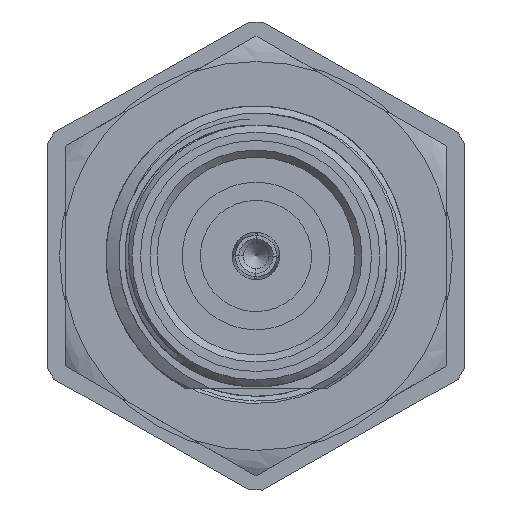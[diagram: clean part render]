
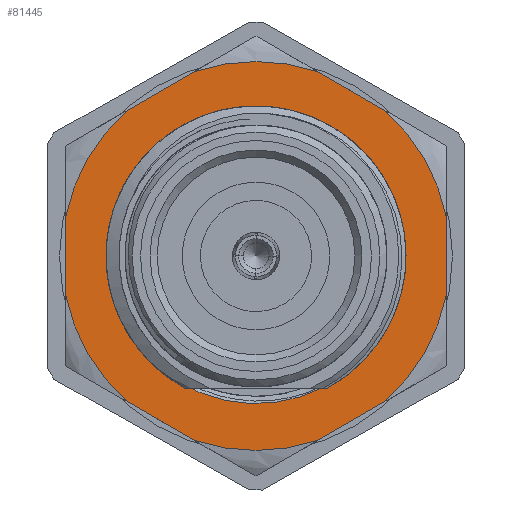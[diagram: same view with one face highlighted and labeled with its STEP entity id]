
A CAD part, front view. The second image highlights one B-rep face of the part: STEP entity #81445.
In plain terms, the highlighted planar face has unit normal (0, -1, 0).
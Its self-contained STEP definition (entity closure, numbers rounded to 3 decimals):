
#9731=B_SPLINE_CURVE_WITH_KNOTS('',3,(#163480,#163481,#163482,#163483),
 .UNSPECIFIED.,.F.,.F.,(4,4),(0.,0.003),
 .UNSPECIFIED.);
#9738=B_SPLINE_CURVE_WITH_KNOTS('',3,(#166324,#166325,#166326,#166327),
 .UNSPECIFIED.,.F.,.F.,(4,4),(0.,0.003),
 .UNSPECIFIED.);
#9739=B_SPLINE_CURVE_WITH_KNOTS('',3,(#166329,#166330,#166331,#166332),
 .UNSPECIFIED.,.F.,.F.,(4,4),(0.007,0.01),
 .UNSPECIFIED.);
#9740=B_SPLINE_CURVE_WITH_KNOTS('',3,(#166333,#166334,#166335,#166336),
 .UNSPECIFIED.,.F.,.F.,(4,4),(0.008,0.011),
 .UNSPECIFIED.);
#10162=LINE('',#162824,#10695);
#10164=LINE('',#162840,#10697);
#10166=LINE('',#162856,#10699);
#10168=LINE('',#162872,#10701);
#10170=LINE('',#162888,#10703);
#10172=LINE('',#162904,#10705);
#10695=VECTOR('',#87158,1000.);
#10697=VECTOR('',#87166,1000.);
#10699=VECTOR('',#87174,1000.);
#10701=VECTOR('',#87182,1000.);
#10703=VECTOR('',#87190,1000.);
#10705=VECTOR('',#87198,1000.);
#11208=PLANE('',#83357);
#27900=ORIENTED_EDGE('',*,*,#36221,.T.);
#27901=ORIENTED_EDGE('',*,*,#36219,.T.);
#27902=ORIENTED_EDGE('',*,*,#36216,.T.);
#27903=ORIENTED_EDGE('',*,*,#36214,.T.);
#27904=ORIENTED_EDGE('',*,*,#36211,.T.);
#27905=ORIENTED_EDGE('',*,*,#36209,.T.);
#27906=ORIENTED_EDGE('',*,*,#36206,.T.);
#27907=ORIENTED_EDGE('',*,*,#36204,.T.);
#27908=ORIENTED_EDGE('',*,*,#36201,.T.);
#27909=ORIENTED_EDGE('',*,*,#36199,.T.);
#27910=ORIENTED_EDGE('',*,*,#36196,.T.);
#27911=ORIENTED_EDGE('',*,*,#36193,.T.);
#27912=ORIENTED_EDGE('',*,*,#36421,.F.);
#27913=ORIENTED_EDGE('',*,*,#36422,.T.);
#27914=ORIENTED_EDGE('',*,*,#36423,.T.);
#27915=ORIENTED_EDGE('',*,*,#36412,.T.);
#27916=ORIENTED_EDGE('',*,*,#36389,.T.);
#27917=ORIENTED_EDGE('',*,*,#36383,.T.);
#27918=ORIENTED_EDGE('',*,*,#36424,.T.);
#36193=EDGE_CURVE('',#40654,#40652,#41527,.F.);
#36196=EDGE_CURVE('',#40655,#40654,#10162,.T.);
#36199=EDGE_CURVE('',#40657,#40655,#41528,.F.);
#36201=EDGE_CURVE('',#40658,#40657,#10164,.T.);
#36204=EDGE_CURVE('',#40660,#40658,#41529,.F.);
#36206=EDGE_CURVE('',#40661,#40660,#10166,.T.);
#36209=EDGE_CURVE('',#40663,#40661,#41530,.F.);
#36211=EDGE_CURVE('',#40664,#40663,#10168,.T.);
#36214=EDGE_CURVE('',#40666,#40664,#41531,.F.);
#36216=EDGE_CURVE('',#40667,#40666,#10170,.T.);
#36219=EDGE_CURVE('',#40669,#40667,#41532,.F.);
#36221=EDGE_CURVE('',#40652,#40669,#10172,.T.);
#36383=EDGE_CURVE('',#40752,#40750,#41573,.T.);
#36389=EDGE_CURVE('',#40754,#40752,#9731,.T.);
#36412=EDGE_CURVE('',#40771,#40754,#41579,.T.);
#36421=EDGE_CURVE('',#40783,#40784,#41580,.F.);
#36422=EDGE_CURVE('',#40783,#40785,#9738,.T.);
#36423=EDGE_CURVE('',#40785,#40771,#9739,.T.);
#36424=EDGE_CURVE('',#40750,#40784,#9740,.T.);
#40652=VERTEX_POINT('',#162814);
#40654=VERTEX_POINT('',#162817);
#40655=VERTEX_POINT('',#162825);
#40657=VERTEX_POINT('',#162834);
#40658=VERTEX_POINT('',#162841);
#40660=VERTEX_POINT('',#162850);
#40661=VERTEX_POINT('',#162857);
#40663=VERTEX_POINT('',#162866);
#40664=VERTEX_POINT('',#162873);
#40666=VERTEX_POINT('',#162882);
#40667=VERTEX_POINT('',#162889);
#40669=VERTEX_POINT('',#162898);
#40750=VERTEX_POINT('',#163230);
#40752=VERTEX_POINT('',#163233);
#40754=VERTEX_POINT('',#163400);
#40771=VERTEX_POINT('',#164228);
#40783=VERTEX_POINT('',#166322);
#40784=VERTEX_POINT('',#166323);
#40785=VERTEX_POINT('',#166328);
#41527=CIRCLE('',#83208,8.166);
#41528=CIRCLE('',#83211,8.166);
#41529=CIRCLE('',#83214,8.166);
#41530=CIRCLE('',#83217,8.166);
#41531=CIRCLE('',#83220,8.166);
#41532=CIRCLE('',#83223,8.166);
#41573=CIRCLE('',#83346,6.2);
#41579=CIRCLE('',#83355,6.298);
#41580=CIRCLE('',#83358,6.3);
#45584=EDGE_LOOP('',(#27900,#27901,#27902,#27903,#27904,#27905,#27906,#27907,
#27908,#27909,#27910,#27911));
#45585=EDGE_LOOP('',(#27912,#27913,#27914,#27915,#27916,#27917,#27918));
#49653=FACE_BOUND('',#45584,.T.);
#49654=FACE_BOUND('',#45585,.T.);
#81445=ADVANCED_FACE('',(#49653,#49654),#11208,.F.);
#83208=AXIS2_PLACEMENT_3D('',#162816,#87153,#87154);
#83211=AXIS2_PLACEMENT_3D('',#162833,#87162,#87163);
#83214=AXIS2_PLACEMENT_3D('',#162849,#87170,#87171);
#83217=AXIS2_PLACEMENT_3D('',#162865,#87178,#87179);
#83220=AXIS2_PLACEMENT_3D('',#162881,#87186,#87187);
#83223=AXIS2_PLACEMENT_3D('',#162897,#87194,#87195);
#83346=AXIS2_PLACEMENT_3D('',#163232,#87561,#87562);
#83355=AXIS2_PLACEMENT_3D('',#165236,#87584,#87585);
#83357=AXIS2_PLACEMENT_3D('',#166320,#87591,#87592);
#83358=AXIS2_PLACEMENT_3D('',#166321,#87593,#87594);
#87153=DIRECTION('',(0.,1.,0.));
#87154=DIRECTION('',(1.,0.,0.));
#87158=DIRECTION('',(0.866,0.,0.5));
#87162=DIRECTION('',(0.,1.,0.));
#87163=DIRECTION('',(1.,0.,0.));
#87166=DIRECTION('',(0.866,0.,-0.5));
#87170=DIRECTION('',(0.,1.,0.));
#87171=DIRECTION('',(1.,0.,0.));
#87174=DIRECTION('',(0.,0.,-1.));
#87178=DIRECTION('',(0.,1.,0.));
#87179=DIRECTION('',(1.,0.,0.));
#87182=DIRECTION('',(-0.866,0.,-0.5));
#87186=DIRECTION('',(0.,1.,0.));
#87187=DIRECTION('',(1.,0.,0.));
#87190=DIRECTION('',(-0.866,0.,0.5));
#87194=DIRECTION('',(0.,1.,0.));
#87195=DIRECTION('',(1.,0.,0.));
#87198=DIRECTION('',(0.,0.,1.));
#87561=DIRECTION('',(0.,1.,0.));
#87562=DIRECTION('',(1.,0.,0.));
#87584=DIRECTION('',(0.,1.,0.));
#87585=DIRECTION('',(1.,0.,0.));
#87591=DIRECTION('',(0.,1.,0.));
#87592=DIRECTION('',(1.,0.,0.));
#87593=DIRECTION('',(0.,1.,0.));
#87594=DIRECTION('',(-1.,0.,0.));
#162814=CARTESIAN_POINT('',(8.,14.7,-1.637));
#162816=CARTESIAN_POINT('',(0.,14.7,0.));
#162817=CARTESIAN_POINT('',(5.417,14.7,-6.11));
#162824=CARTESIAN_POINT('',(0.,14.7,-9.238));
#162825=CARTESIAN_POINT('',(2.583,14.7,-7.747));
#162833=CARTESIAN_POINT('',(0.,14.7,0.));
#162834=CARTESIAN_POINT('',(-2.583,14.7,-7.747));
#162840=CARTESIAN_POINT('',(-8.,14.7,-4.619));
#162841=CARTESIAN_POINT('',(-5.417,14.7,-6.11));
#162849=CARTESIAN_POINT('',(0.,14.7,0.));
#162850=CARTESIAN_POINT('',(-8.,14.7,-1.637));
#162856=CARTESIAN_POINT('',(-8.,14.7,4.619));
#162857=CARTESIAN_POINT('',(-8.,14.7,1.637));
#162865=CARTESIAN_POINT('',(0.,14.7,0.));
#162866=CARTESIAN_POINT('',(-5.417,14.7,6.11));
#162872=CARTESIAN_POINT('',(0.,14.7,9.238));
#162873=CARTESIAN_POINT('',(-2.583,14.7,7.747));
#162881=CARTESIAN_POINT('',(0.,14.7,0.));
#162882=CARTESIAN_POINT('',(2.583,14.7,7.747));
#162888=CARTESIAN_POINT('',(8.,14.7,4.619));
#162889=CARTESIAN_POINT('',(5.417,14.7,6.11));
#162897=CARTESIAN_POINT('',(0.,14.7,0.));
#162898=CARTESIAN_POINT('',(8.,14.7,1.637));
#162904=CARTESIAN_POINT('',(8.,14.7,-4.619));
#163230=CARTESIAN_POINT('',(-6.197,14.7,0.199));
#163232=CARTESIAN_POINT('',(0.,14.7,0.));
#163233=CARTESIAN_POINT('',(5.713,14.7,-2.408));
#163400=CARTESIAN_POINT('',(6.298,14.7,0.));
#163480=CARTESIAN_POINT('',(6.298,14.7,0.));
#163481=CARTESIAN_POINT('',(6.268,14.7,-0.837));
#163482=CARTESIAN_POINT('',(6.066,14.7,-1.659));
#163483=CARTESIAN_POINT('',(5.713,14.7,-2.408));
#164228=CARTESIAN_POINT('',(0.191,14.7,6.295));
#165236=CARTESIAN_POINT('',(0.,14.7,0.));
#166320=CARTESIAN_POINT('',(0.,14.7,0.));
#166321=CARTESIAN_POINT('',(0.,14.7,0.));
#166322=CARTESIAN_POINT('',(-4.519,14.7,4.389));
#166323=CARTESIAN_POINT('',(-5.572,14.7,2.941));
#166324=CARTESIAN_POINT('',(-4.519,14.7,4.389));
#166325=CARTESIAN_POINT('',(-3.837,14.7,5.044));
#166326=CARTESIAN_POINT('',(-3.014,14.7,5.537));
#166327=CARTESIAN_POINT('',(-2.124,14.7,5.825));
#166328=CARTESIAN_POINT('',(-2.124,14.7,5.825));
#166329=CARTESIAN_POINT('',(-2.124,14.7,5.825));
#166330=CARTESIAN_POINT('',(-1.396,14.7,6.124));
#166331=CARTESIAN_POINT('',(-0.606,14.7,6.286));
#166332=CARTESIAN_POINT('',(0.191,14.7,6.295));
#166333=CARTESIAN_POINT('',(-6.197,14.7,0.199));
#166334=CARTESIAN_POINT('',(-6.2,14.7,1.139));
#166335=CARTESIAN_POINT('',(-5.987,14.7,2.083));
#166336=CARTESIAN_POINT('',(-5.572,14.7,2.941));
